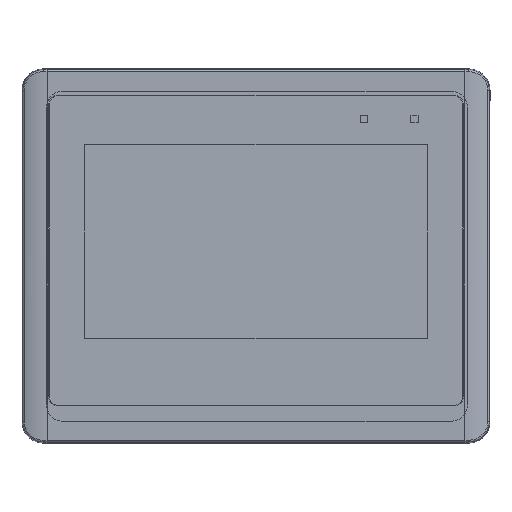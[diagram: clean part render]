
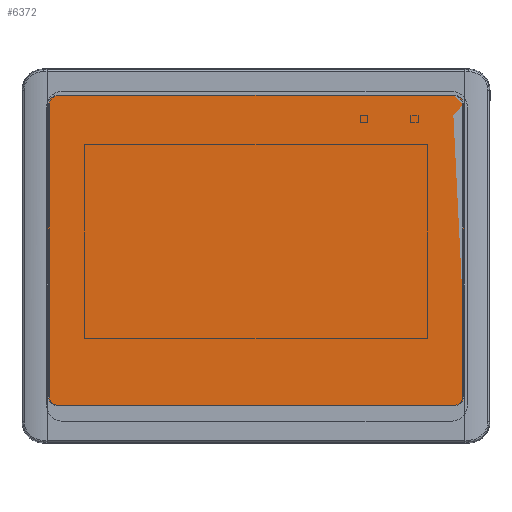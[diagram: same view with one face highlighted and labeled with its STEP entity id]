
A CAD part, top view. The second image highlights one B-rep face of the part: STEP entity #6372.
In plain terms, the highlighted planar face has unit normal (0, 0, 1).
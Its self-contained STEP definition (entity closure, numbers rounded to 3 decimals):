
#649 = CARTESIAN_POINT ( 'NONE',  ( -53.671, -49.878, 6.88 ) ) ;
#1131 = CIRCLE ( 'NONE', #11823, 4.5 ) ;
#1353 = EDGE_CURVE ( 'NONE', #22716, #3226, #29437, .T. ) ;
#1914 = VECTOR ( 'NONE', #24060, 1000. ) ;
#2037 = VERTEX_POINT ( 'NONE', #31060 ) ;
#2611 = ORIENTED_EDGE ( 'NONE', *, *, #11075, .F. ) ;
#3001 = VECTOR ( 'NONE', #10331, 1000. ) ;
#3226 = VERTEX_POINT ( 'NONE', #6898 ) ;
#3269 = CARTESIAN_POINT ( 'NONE',  ( 58.665, 37.286, 6.88 ) ) ;
#3924 = CARTESIAN_POINT ( 'NONE',  ( -53.671, -49.878, 6.88 ) ) ;
#5324 = VERTEX_POINT ( 'NONE', #3924 ) ;
#5350 = VERTEX_POINT ( 'NONE', #3269 ) ;
#5864 = AXIS2_PLACEMENT_3D ( 'NONE', #20480, #20347, #20055 ) ;
#5948 = VERTEX_POINT ( 'NONE', #26041 ) ;
#6372 = ADVANCED_FACE ( 'NONE', ( #26409 ), #16985, .F. ) ;
#6719 = CIRCLE ( 'NONE', #29119, 4.5 ) ;
#6898 = CARTESIAN_POINT ( 'NONE',  ( 54.165, 41.786, 6.88 ) ) ;
#7301 = CIRCLE ( 'NONE', #5864, 4.5 ) ;
#7392 = EDGE_CURVE ( 'NONE', #29253, #19505, #1131, .T. ) ;
#7798 = VECTOR ( 'NONE', #21299, 1000. ) ;
#7928 = ORIENTED_EDGE ( 'NONE', *, *, #1353, .F. ) ;
#8500 = VECTOR ( 'NONE', #11147, 1000. ) ;
#8607 = LINE ( 'NONE', #649, #7798 ) ;
#9101 = EDGE_CURVE ( 'NONE', #5324, #5948, #19624, .T. ) ;
#9919 = LINE ( 'NONE', #10636, #3001 ) ;
#10331 = DIRECTION ( 'NONE',  ( 0., 1., 0. ) ) ;
#10626 = CARTESIAN_POINT ( 'NONE',  ( 54.165, 41.786, 6.88 ) ) ;
#10636 = CARTESIAN_POINT ( 'NONE',  ( -58.171, 37.286, 6.88 ) ) ;
#10796 = CARTESIAN_POINT ( 'NONE',  ( 58.665, -45.378, 6.88 ) ) ;
#10944 = CARTESIAN_POINT ( 'NONE',  ( 54.165, -49.878, 6.88 ) ) ;
#11075 = EDGE_CURVE ( 'NONE', #2037, #22716, #7301, .T. ) ;
#11147 = DIRECTION ( 'NONE',  ( 1., 0., 0. ) ) ;
#11823 = AXIS2_PLACEMENT_3D ( 'NONE', #25036, #20671, #22168 ) ;
#12110 = ORIENTED_EDGE ( 'NONE', *, *, #7392, .F. ) ;
#12769 = ORIENTED_EDGE ( 'NONE', *, *, #16896, .F. ) ;
#14299 = EDGE_CURVE ( 'NONE', #3226, #5350, #6719, .T. ) ;
#14357 = EDGE_LOOP ( 'NONE', ( #27178, #7928, #2611, #12769, #16721, #23698, #12110, #25325 ) ) ;
#14940 = LINE ( 'NONE', #24966, #1914 ) ;
#15032 = DIRECTION ( 'NONE',  ( 0., 1., 0. ) ) ;
#15041 = DIRECTION ( 'NONE',  ( 0., 0., -1. ) ) ;
#15077 = CARTESIAN_POINT ( 'NONE',  ( 54.165, 37.286, 6.88 ) ) ;
#15595 = AXIS2_PLACEMENT_3D ( 'NONE', #15077, #15041, #15032 ) ;
#16721 = ORIENTED_EDGE ( 'NONE', *, *, #9101, .F. ) ;
#16896 = EDGE_CURVE ( 'NONE', #5948, #2037, #9919, .T. ) ;
#16985 = PLANE ( 'NONE',  #15595 ) ;
#19505 = VERTEX_POINT ( 'NONE', #10944 ) ;
#19624 = CIRCLE ( 'NONE', #27129, 4.5 ) ;
#20055 = DIRECTION ( 'NONE',  ( 0., 1., 0. ) ) ;
#20347 = DIRECTION ( 'NONE',  ( 0., 0., -1. ) ) ;
#20480 = CARTESIAN_POINT ( 'NONE',  ( -53.671, 37.286, 6.88 ) ) ;
#20608 = EDGE_CURVE ( 'NONE', #5350, #29253, #14940, .T. ) ;
#20671 = DIRECTION ( 'NONE',  ( 0., 0., -1. ) ) ;
#21299 = DIRECTION ( 'NONE',  ( -1., 0., 0. ) ) ;
#21475 = CARTESIAN_POINT ( 'NONE',  ( -53.671, 41.786, 6.88 ) ) ;
#22168 = DIRECTION ( 'NONE',  ( 0., 1., 0. ) ) ;
#22716 = VERTEX_POINT ( 'NONE', #21475 ) ;
#23698 = ORIENTED_EDGE ( 'NONE', *, *, #31137, .F. ) ;
#24060 = DIRECTION ( 'NONE',  ( 0., -1., 0. ) ) ;
#24434 = DIRECTION ( 'NONE',  ( 0., 1., 0. ) ) ;
#24966 = CARTESIAN_POINT ( 'NONE',  ( 58.665, 0., 6.88 ) ) ;
#25036 = CARTESIAN_POINT ( 'NONE',  ( 54.165, -45.378, 6.88 ) ) ;
#25325 = ORIENTED_EDGE ( 'NONE', *, *, #20608, .F. ) ;
#26041 = CARTESIAN_POINT ( 'NONE',  ( -58.171, -45.378, 6.88 ) ) ;
#26409 = FACE_OUTER_BOUND ( 'NONE', #14357, .T. ) ;
#27129 = AXIS2_PLACEMENT_3D ( 'NONE', #27584, #27535, #24434 ) ;
#27178 = ORIENTED_EDGE ( 'NONE', *, *, #14299, .F. ) ;
#27535 = DIRECTION ( 'NONE',  ( 0., 0., -1. ) ) ;
#27584 = CARTESIAN_POINT ( 'NONE',  ( -53.671, -45.378, 6.88 ) ) ;
#29119 = AXIS2_PLACEMENT_3D ( 'NONE', #32861, #32750, #32634 ) ;
#29253 = VERTEX_POINT ( 'NONE', #10796 ) ;
#29437 = LINE ( 'NONE', #10626, #8500 ) ;
#31060 = CARTESIAN_POINT ( 'NONE',  ( -58.171, 37.286, 6.88 ) ) ;
#31137 = EDGE_CURVE ( 'NONE', #19505, #5324, #8607, .T. ) ;
#32634 = DIRECTION ( 'NONE',  ( 0., 1., 0. ) ) ;
#32750 = DIRECTION ( 'NONE',  ( 0., 0., -1. ) ) ;
#32861 = CARTESIAN_POINT ( 'NONE',  ( 54.165, 37.286, 6.88 ) ) ;
